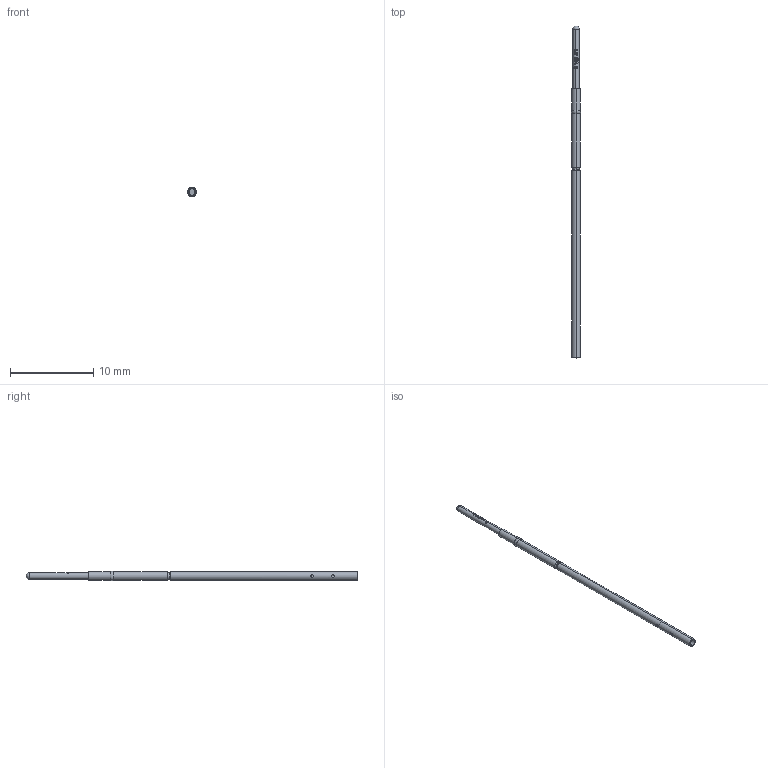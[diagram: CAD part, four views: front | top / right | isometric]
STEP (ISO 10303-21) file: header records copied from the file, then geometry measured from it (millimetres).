
FILE_DESCRIPTION (( 'STEP AP203' ), '1' );
FILE_NAME ('INGUN_GKS-181_305_080_A_xx03.STEP', '2022-01-26T13:24:13', ( 'ochi' ), ( '' ), 'SwSTEP 2.0', 'SolidWorks 2018', '' );
FILE_SCHEMA (( 'CONFIG_CONTROL_DESIGN' ));
Length unit declared in the file: millimetre
Products named in the file (1): INGUN_GKS-181_305_080_A_xx03
Bounding box: 1.08 x 39.8 x 1.1 mm (x, y, z)
Volume: 26.1 mm3; surface area: 133.9 mm2
Topology: 1 solids, 1 shells, 115 faces, 299 edges, 196 vertices
Faces by surface type: plane 41, bspline 38, cylinder 29, torus 6, sphere 1
Entity records: 5885 total; most frequent: CARTESIAN_POINT 3538, ORIENTED_EDGE 592, EDGE_CURVE 296, DIRECTION 272, B_SPLINE_CURVE_WITH_KNOTS 224, VERTEX_POINT 194, EDGE_LOOP 126, AXIS2_PLACEMENT_3D 122
